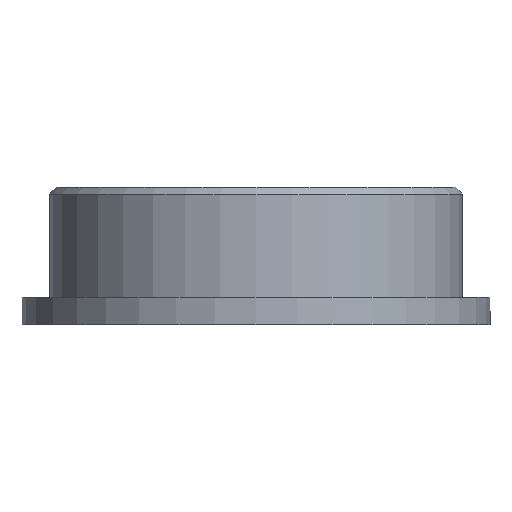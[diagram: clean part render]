
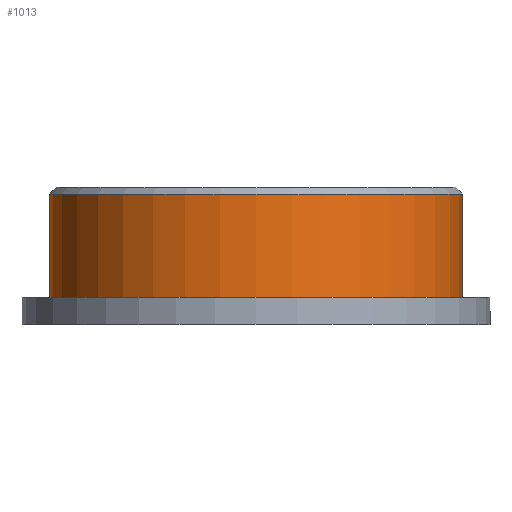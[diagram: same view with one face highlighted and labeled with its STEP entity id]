
A CAD part, front view. The second image highlights one B-rep face of the part: STEP entity #1013.
In plain terms, the highlighted cylindrical face has radius 6 mm (diameter 12 mm), a partial arc.
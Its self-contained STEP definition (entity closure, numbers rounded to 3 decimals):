
#6 = VERTEX_POINT ( 'NONE', #1716 ) ;
#21 = CARTESIAN_POINT ( 'NONE',  ( 6., 0., 1.8 ) ) ;
#58 = VERTEX_POINT ( 'NONE', #21 ) ;
#339 = AXIS2_PLACEMENT_3D ( 'NONE', #2180, #1631, #1630 ) ;
#340 = AXIS2_PLACEMENT_3D ( 'NONE', #1557, #1555, #1548 ) ;
#554 = DIRECTION ( 'NONE',  ( 0., 0., 1. ) ) ;
#698 = AXIS2_PLACEMENT_3D ( 'NONE', #751, #554, #1022 ) ;
#740 = EDGE_CURVE ( 'NONE', #783, #6, #1062, .T. ) ;
#751 = CARTESIAN_POINT ( 'NONE',  ( 0., 0., 2. ) ) ;
#783 = VERTEX_POINT ( 'NONE', #1704 ) ;
#1013 = ADVANCED_FACE ( 'NONE', ( #1431 ), #1441, .T. ) ;
#1022 = DIRECTION ( 'NONE',  ( 1., 0., 0. ) ) ;
#1037 = EDGE_LOOP ( 'NONE', ( #2045, #2047, #2001, #1504 ) ) ;
#1062 = LINE ( 'NONE', #1654, #1063 ) ;
#1063 = VECTOR ( 'NONE', #1655, 1000. ) ;
#1245 = VERTEX_POINT ( 'NONE', #1963 ) ;
#1431 = FACE_OUTER_BOUND ( 'NONE', #1037, .T. ) ;
#1432 = DIRECTION ( 'NONE',  ( 0., 0., 1. ) ) ;
#1441 = CYLINDRICAL_SURFACE ( 'NONE', #698, 6. ) ;
#1504 = ORIENTED_EDGE ( 'NONE', *, *, #1697, .F. ) ;
#1507 = CARTESIAN_POINT ( 'NONE',  ( 6., 0., 2. ) ) ;
#1548 = DIRECTION ( 'NONE',  ( 1., 0., 0. ) ) ;
#1555 = DIRECTION ( 'NONE',  ( 0., 0., 1. ) ) ;
#1557 = CARTESIAN_POINT ( 'NONE',  ( 0., 0., 1.8 ) ) ;
#1630 = DIRECTION ( 'NONE',  ( 1., 0., 0. ) ) ;
#1631 = DIRECTION ( 'NONE',  ( 0., 0., 1. ) ) ;
#1654 = CARTESIAN_POINT ( 'NONE',  ( -6., 0., 2. ) ) ;
#1655 = DIRECTION ( 'NONE',  ( 0., 0., 1. ) ) ;
#1697 = EDGE_CURVE ( 'NONE', #6, #58, #2072, .T. ) ;
#1704 = CARTESIAN_POINT ( 'NONE',  ( -6., 0., -1.2 ) ) ;
#1708 = EDGE_CURVE ( 'NONE', #783, #1245, #2064, .T. ) ;
#1716 = CARTESIAN_POINT ( 'NONE',  ( -6., 0., 1.8 ) ) ;
#1898 = VECTOR ( 'NONE', #1432, 1000. ) ;
#1909 = LINE ( 'NONE', #1507, #1898 ) ;
#1963 = CARTESIAN_POINT ( 'NONE',  ( 6., 0., -1.2 ) ) ;
#1974 = EDGE_CURVE ( 'NONE', #1245, #58, #1909, .T. ) ;
#2001 = ORIENTED_EDGE ( 'NONE', *, *, #1974, .T. ) ;
#2045 = ORIENTED_EDGE ( 'NONE', *, *, #740, .F. ) ;
#2047 = ORIENTED_EDGE ( 'NONE', *, *, #1708, .T. ) ;
#2064 = CIRCLE ( 'NONE', #339, 6. ) ;
#2072 = CIRCLE ( 'NONE', #340, 6. ) ;
#2180 = CARTESIAN_POINT ( 'NONE',  ( 0., 0., -1.2 ) ) ;
